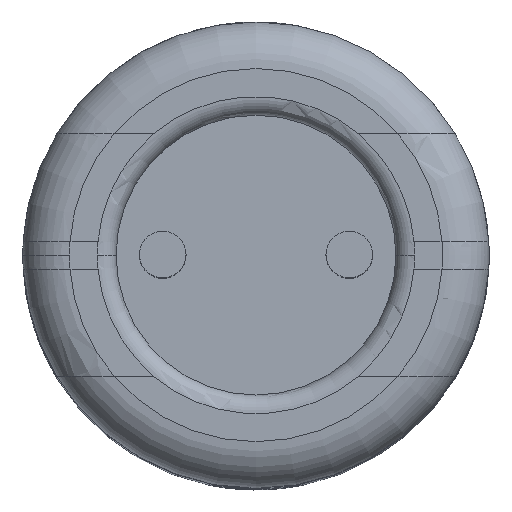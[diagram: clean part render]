
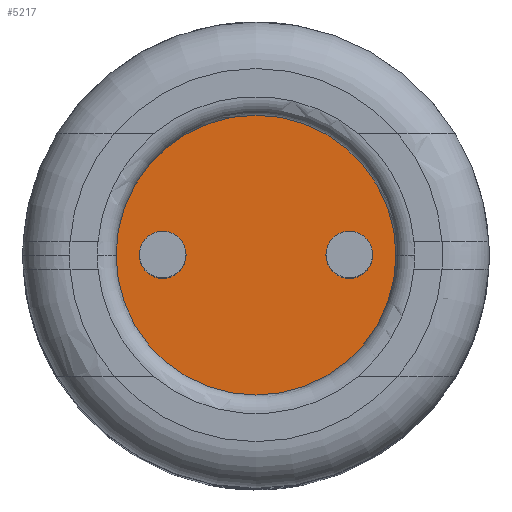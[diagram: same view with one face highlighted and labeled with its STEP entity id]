
A CAD part, top view. The second image highlights one B-rep face of the part: STEP entity #5217.
In plain terms, the highlighted planar face has unit normal (0, 0, 1).
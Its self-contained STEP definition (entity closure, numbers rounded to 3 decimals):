
#172 = VERTEX_POINT ( 'NONE', #1178 ) ;
#835 = DIRECTION ( 'NONE',  ( 1., 0., 0. ) ) ;
#931 = CIRCLE ( 'NONE', #6069, 1.5 ) ;
#1019 = ORIENTED_EDGE ( 'NONE', *, *, #9421, .T. ) ;
#1178 = CARTESIAN_POINT ( 'NONE',  ( -1.5, 0., 5.5 ) ) ;
#1510 = CARTESIAN_POINT ( 'NONE',  ( 0., 0., 5.5 ) ) ;
#1649 = EDGE_CURVE ( 'NONE', #172, #3774, #931, .T. ) ;
#3774 = VERTEX_POINT ( 'NONE', #6613 ) ;
#4254 = FACE_OUTER_BOUND ( 'NONE', #9569, .T. ) ;
#4530 = CIRCLE ( 'NONE', #4850, 1.5 ) ;
#4659 = CARTESIAN_POINT ( 'NONE',  ( 0., 0., 5.5 ) ) ;
#4850 = AXIS2_PLACEMENT_3D ( 'NONE', #1510, #9088, #9033 ) ;
#4876 = AXIS2_PLACEMENT_3D ( 'NONE', #4659, #6257, #835 ) ;
#5217 = ADVANCED_FACE ( 'NONE', ( #4254 ), #7329, .T. ) ;
#6069 = AXIS2_PLACEMENT_3D ( 'NONE', #6531, #8286, #9850 ) ;
#6257 = DIRECTION ( 'NONE',  ( 0., 0., 1. ) ) ;
#6531 = CARTESIAN_POINT ( 'NONE',  ( 0., 0., 5.5 ) ) ;
#6613 = CARTESIAN_POINT ( 'NONE',  ( 1.5, 0., 5.5 ) ) ;
#7329 = PLANE ( 'NONE',  #4876 ) ;
#8286 = DIRECTION ( 'NONE',  ( 0., 0., 1. ) ) ;
#9033 = DIRECTION ( 'NONE',  ( 1., 0., 0. ) ) ;
#9088 = DIRECTION ( 'NONE',  ( 0., 0., 1. ) ) ;
#9090 = ORIENTED_EDGE ( 'NONE', *, *, #1649, .T. ) ;
#9421 = EDGE_CURVE ( 'NONE', #3774, #172, #4530, .T. ) ;
#9569 = EDGE_LOOP ( 'NONE', ( #9090, #1019 ) ) ;
#9850 = DIRECTION ( 'NONE',  ( 1., 0., 0. ) ) ;
